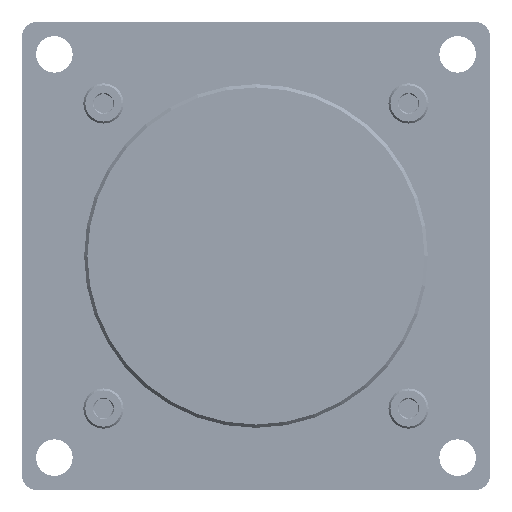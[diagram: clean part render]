
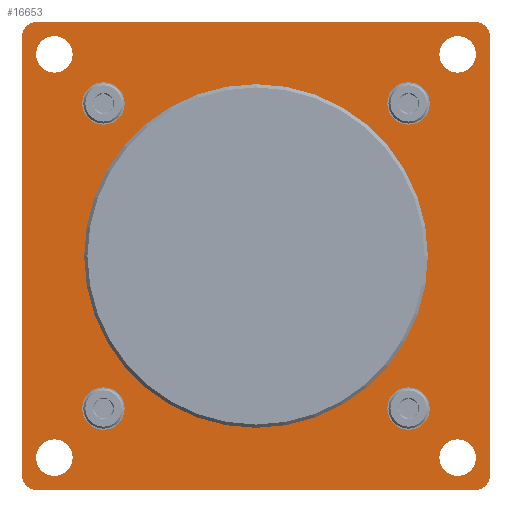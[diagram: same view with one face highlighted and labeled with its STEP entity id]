
A CAD part, front view. The second image highlights one B-rep face of the part: STEP entity #16653.
In plain terms, the highlighted face is planar.
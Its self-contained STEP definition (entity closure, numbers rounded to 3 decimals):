
#2097=LINE('',#26545,#4035);
#2101=LINE('',#26553,#4039);
#2102=LINE('',#26557,#4040);
#2103=LINE('',#26561,#4041);
#4035=VECTOR('',#21643,10.);
#4039=VECTOR('',#21649,10.);
#4040=VECTOR('',#21652,10.);
#4041=VECTOR('',#21655,10.);
#4747=PLANE('',#17703);
#4923=FACE_BOUND('',#6788,.T.);
#4924=FACE_BOUND('',#6789,.T.);
#4925=FACE_BOUND('',#6790,.T.);
#4926=FACE_BOUND('',#6791,.T.);
#4927=FACE_BOUND('',#6792,.T.);
#4928=FACE_BOUND('',#6793,.T.);
#4929=FACE_BOUND('',#6794,.T.);
#4930=FACE_BOUND('',#6795,.T.);
#4931=FACE_BOUND('',#6796,.T.);
#5778=FACE_OUTER_BOUND('',#6787,.T.);
#6787=EDGE_LOOP('',(#15277,#15278,#15279,#15280,#15281,#15282,#15283,#15284));
#6788=EDGE_LOOP('',(#15285));
#6789=EDGE_LOOP('',(#15286));
#6790=EDGE_LOOP('',(#15287));
#6791=EDGE_LOOP('',(#15288));
#6792=EDGE_LOOP('',(#15289));
#6793=EDGE_LOOP('',(#15290));
#6794=EDGE_LOOP('',(#15291));
#6795=EDGE_LOOP('',(#15292));
#6796=EDGE_LOOP('',(#15293));
#7234=CIRCLE('',#17701,2.);
#7235=CIRCLE('',#17704,2.);
#7236=CIRCLE('',#17705,2.);
#7237=CIRCLE('',#17706,2.);
#7238=CIRCLE('',#17707,23.5);
#7239=CIRCLE('',#17708,2.5);
#7240=CIRCLE('',#17709,2.9);
#7241=CIRCLE('',#17710,2.9);
#7242=CIRCLE('',#17711,2.9);
#7243=CIRCLE('',#17712,2.9);
#7244=CIRCLE('',#17713,2.5);
#7245=CIRCLE('',#17714,2.5);
#7246=CIRCLE('',#17715,2.5);
#8774=VERTEX_POINT('',#26538);
#8775=VERTEX_POINT('',#26540);
#8776=VERTEX_POINT('',#26544);
#8779=VERTEX_POINT('',#26552);
#8780=VERTEX_POINT('',#26554);
#8781=VERTEX_POINT('',#26556);
#8782=VERTEX_POINT('',#26558);
#8783=VERTEX_POINT('',#26560);
#8784=VERTEX_POINT('',#26563);
#8785=VERTEX_POINT('',#26565);
#8786=VERTEX_POINT('',#26567);
#8787=VERTEX_POINT('',#26569);
#8788=VERTEX_POINT('',#26571);
#8789=VERTEX_POINT('',#26573);
#8790=VERTEX_POINT('',#26575);
#8791=VERTEX_POINT('',#26577);
#8792=VERTEX_POINT('',#26579);
#11003=EDGE_CURVE('',#8774,#8775,#7234,.T.);
#11005=EDGE_CURVE('',#8776,#8775,#2097,.T.);
#11009=EDGE_CURVE('',#8774,#8779,#2101,.T.);
#11010=EDGE_CURVE('',#8780,#8779,#7235,.T.);
#11011=EDGE_CURVE('',#8780,#8781,#2102,.T.);
#11012=EDGE_CURVE('',#8782,#8781,#7236,.T.);
#11013=EDGE_CURVE('',#8782,#8783,#2103,.T.);
#11014=EDGE_CURVE('',#8776,#8783,#7237,.T.);
#11015=EDGE_CURVE('',#8784,#8784,#7238,.T.);
#11016=EDGE_CURVE('',#8785,#8785,#7239,.T.);
#11017=EDGE_CURVE('',#8786,#8786,#7240,.T.);
#11018=EDGE_CURVE('',#8787,#8787,#7241,.T.);
#11019=EDGE_CURVE('',#8788,#8788,#7242,.T.);
#11020=EDGE_CURVE('',#8789,#8789,#7243,.T.);
#11021=EDGE_CURVE('',#8790,#8790,#7244,.T.);
#11022=EDGE_CURVE('',#8791,#8791,#7245,.T.);
#11023=EDGE_CURVE('',#8792,#8792,#7246,.T.);
#15277=ORIENTED_EDGE('',*,*,#11003,.F.);
#15278=ORIENTED_EDGE('',*,*,#11009,.T.);
#15279=ORIENTED_EDGE('',*,*,#11010,.F.);
#15280=ORIENTED_EDGE('',*,*,#11011,.T.);
#15281=ORIENTED_EDGE('',*,*,#11012,.F.);
#15282=ORIENTED_EDGE('',*,*,#11013,.T.);
#15283=ORIENTED_EDGE('',*,*,#11014,.F.);
#15284=ORIENTED_EDGE('',*,*,#11005,.T.);
#15285=ORIENTED_EDGE('',*,*,#11015,.T.);
#15286=ORIENTED_EDGE('',*,*,#11016,.T.);
#15287=ORIENTED_EDGE('',*,*,#11017,.T.);
#15288=ORIENTED_EDGE('',*,*,#11018,.T.);
#15289=ORIENTED_EDGE('',*,*,#11019,.T.);
#15290=ORIENTED_EDGE('',*,*,#11020,.T.);
#15291=ORIENTED_EDGE('',*,*,#11021,.T.);
#15292=ORIENTED_EDGE('',*,*,#11022,.T.);
#15293=ORIENTED_EDGE('',*,*,#11023,.T.);
#16653=ADVANCED_FACE('',(#5778,#4923,#4924,#4925,#4926,#4927,#4928,#4929,
#4930,#4931),#4747,.T.);
#17701=AXIS2_PLACEMENT_3D('',#26541,#21638,#21639);
#17703=AXIS2_PLACEMENT_3D('',#26551,#21647,#21648);
#17704=AXIS2_PLACEMENT_3D('',#26555,#21650,#21651);
#17705=AXIS2_PLACEMENT_3D('',#26559,#21653,#21654);
#17706=AXIS2_PLACEMENT_3D('',#26562,#21656,#21657);
#17707=AXIS2_PLACEMENT_3D('',#26564,#21658,#21659);
#17708=AXIS2_PLACEMENT_3D('',#26566,#21660,#21661);
#17709=AXIS2_PLACEMENT_3D('',#26568,#21662,#21663);
#17710=AXIS2_PLACEMENT_3D('',#26570,#21664,#21665);
#17711=AXIS2_PLACEMENT_3D('',#26572,#21666,#21667);
#17712=AXIS2_PLACEMENT_3D('',#26574,#21668,#21669);
#17713=AXIS2_PLACEMENT_3D('',#26576,#21670,#21671);
#17714=AXIS2_PLACEMENT_3D('',#26578,#21672,#21673);
#17715=AXIS2_PLACEMENT_3D('',#26580,#21674,#21675);
#21638=DIRECTION('center_axis',(0.,-1.,0.));
#21639=DIRECTION('ref_axis',(-0.707,0.,0.707));
#21643=DIRECTION('',(0.,0.,1.));
#21647=DIRECTION('center_axis',(0.,1.,0.));
#21648=DIRECTION('ref_axis',(-1.,0.,0.));
#21649=DIRECTION('',(1.,0.,0.));
#21650=DIRECTION('center_axis',(0.,-1.,0.));
#21651=DIRECTION('ref_axis',(0.707,0.,0.707));
#21652=DIRECTION('',(0.,0.,-1.));
#21653=DIRECTION('center_axis',(0.,-1.,0.));
#21654=DIRECTION('ref_axis',(0.707,0.,-0.707));
#21655=DIRECTION('',(-1.,0.,0.));
#21656=DIRECTION('center_axis',(0.,-1.,0.));
#21657=DIRECTION('ref_axis',(-0.707,0.,-0.707));
#21658=DIRECTION('center_axis',(0.,-1.,0.));
#21659=DIRECTION('ref_axis',(-1.,0.,0.));
#21660=DIRECTION('center_axis',(0.,-1.,0.));
#21661=DIRECTION('ref_axis',(0.,0.,1.));
#21662=DIRECTION('center_axis',(0.,-1.,0.));
#21663=DIRECTION('ref_axis',(0.,0.,1.));
#21664=DIRECTION('center_axis',(0.,-1.,0.));
#21665=DIRECTION('ref_axis',(0.,0.,1.));
#21666=DIRECTION('center_axis',(0.,-1.,0.));
#21667=DIRECTION('ref_axis',(0.,0.,1.));
#21668=DIRECTION('center_axis',(0.,-1.,0.));
#21669=DIRECTION('ref_axis',(0.,0.,1.));
#21670=DIRECTION('center_axis',(0.,-1.,0.));
#21671=DIRECTION('ref_axis',(0.,0.,1.));
#21672=DIRECTION('center_axis',(0.,-1.,0.));
#21673=DIRECTION('ref_axis',(0.,0.,1.));
#21674=DIRECTION('center_axis',(0.,-1.,0.));
#21675=DIRECTION('ref_axis',(0.,0.,1.));
#26538=CARTESIAN_POINT('',(-30.,20.,32.));
#26540=CARTESIAN_POINT('',(-32.,20.,30.));
#26541=CARTESIAN_POINT('Origin',(-30.,20.,30.));
#26544=CARTESIAN_POINT('',(-32.,20.,-30.));
#26545=CARTESIAN_POINT('',(-32.,20.,-32.));
#26551=CARTESIAN_POINT('Origin',(0.,20.,0.));
#26552=CARTESIAN_POINT('',(30.,20.,32.));
#26553=CARTESIAN_POINT('',(-32.,20.,32.));
#26554=CARTESIAN_POINT('',(32.,20.,30.));
#26555=CARTESIAN_POINT('Origin',(30.,20.,30.));
#26556=CARTESIAN_POINT('',(32.,20.,-30.));
#26557=CARTESIAN_POINT('',(32.,20.,32.));
#26558=CARTESIAN_POINT('',(30.,20.,-32.));
#26559=CARTESIAN_POINT('Origin',(30.,20.,-30.));
#26560=CARTESIAN_POINT('',(-30.,20.,-32.));
#26561=CARTESIAN_POINT('',(32.,20.,-32.));
#26562=CARTESIAN_POINT('Origin',(-30.,20.,-30.));
#26563=CARTESIAN_POINT('',(23.5,20.,0.));
#26564=CARTESIAN_POINT('Origin',(0.,20.,0.));
#26565=CARTESIAN_POINT('',(-27.577,20.,-25.077));
#26566=CARTESIAN_POINT('Origin',(-27.577,20.,-27.577));
#26567=CARTESIAN_POINT('',(-20.86,20.,-17.96));
#26568=CARTESIAN_POINT('Origin',(-20.86,20.,-20.86));
#26569=CARTESIAN_POINT('',(20.86,20.,-17.96));
#26570=CARTESIAN_POINT('Origin',(20.86,20.,-20.86));
#26571=CARTESIAN_POINT('',(-20.86,20.,23.76));
#26572=CARTESIAN_POINT('Origin',(-20.86,20.,20.86));
#26573=CARTESIAN_POINT('',(20.86,20.,23.76));
#26574=CARTESIAN_POINT('Origin',(20.86,20.,20.86));
#26575=CARTESIAN_POINT('',(27.577,20.,-25.077));
#26576=CARTESIAN_POINT('Origin',(27.577,20.,-27.577));
#26577=CARTESIAN_POINT('',(27.577,20.,30.077));
#26578=CARTESIAN_POINT('Origin',(27.577,20.,27.577));
#26579=CARTESIAN_POINT('',(-27.577,20.,30.077));
#26580=CARTESIAN_POINT('Origin',(-27.577,20.,27.577));
